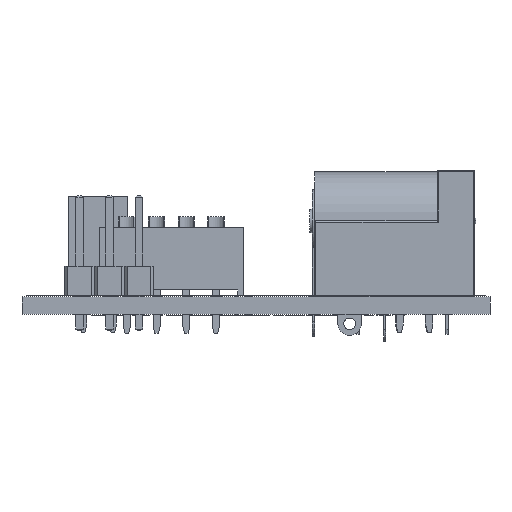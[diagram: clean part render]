
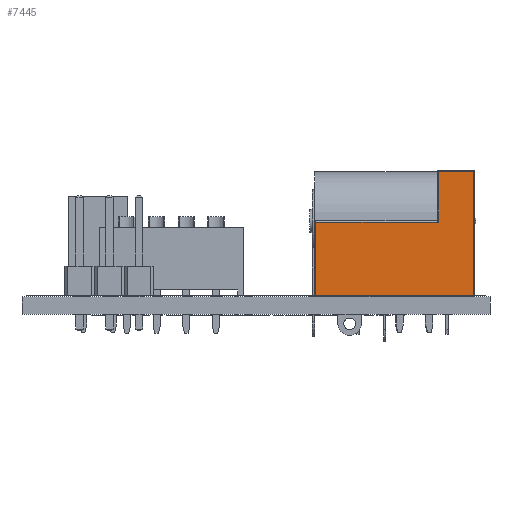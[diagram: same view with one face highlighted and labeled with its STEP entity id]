
A CAD part, front view. The second image highlights one B-rep face of the part: STEP entity #7445.
In plain terms, the highlighted face is planar.
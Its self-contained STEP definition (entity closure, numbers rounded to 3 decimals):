
#7196 = VERTEX_POINT('',#7197);
#7197 = CARTESIAN_POINT('',(-10.6,4.5,10.6));
#7204 = EDGE_CURVE('',#7196,#7205,#7207,.T.);
#7205 = VERTEX_POINT('',#7206);
#7206 = CARTESIAN_POINT('',(-13.6,4.5,10.6));
#7207 = LINE('',#7208,#7209);
#7208 = CARTESIAN_POINT('',(-10.5,4.5,10.6));
#7209 = VECTOR('',#7210,1.);
#7210 = DIRECTION('',(-1.,0.,0.));
#7445 = ADVANCED_FACE('',(#7446),#7487,.T.);
#7446 = FACE_BOUND('',#7447,.T.);
#7447 = EDGE_LOOP('',(#7448,#7458,#7464,#7465,#7473,#7481));
#7448 = ORIENTED_EDGE('',*,*,#7449,.T.);
#7449 = EDGE_CURVE('',#7450,#7452,#7454,.T.);
#7450 = VERTEX_POINT('',#7451);
#7451 = CARTESIAN_POINT('',(-0.1,4.5,-0.1));
#7452 = VERTEX_POINT('',#7453);
#7453 = CARTESIAN_POINT('',(-13.6,4.5,-0.1));
#7454 = LINE('',#7455,#7456);
#7455 = CARTESIAN_POINT('',(0.,4.5,-0.1));
#7456 = VECTOR('',#7457,1.);
#7457 = DIRECTION('',(-1.,0.,0.));
#7458 = ORIENTED_EDGE('',*,*,#7459,.T.);
#7459 = EDGE_CURVE('',#7452,#7205,#7460,.T.);
#7460 = LINE('',#7461,#7462);
#7461 = CARTESIAN_POINT('',(-13.6,4.5,-0.1));
#7462 = VECTOR('',#7463,1.);
#7463 = DIRECTION('',(0.,0.,1.));
#7464 = ORIENTED_EDGE('',*,*,#7204,.F.);
#7465 = ORIENTED_EDGE('',*,*,#7466,.F.);
#7466 = EDGE_CURVE('',#7467,#7196,#7469,.T.);
#7467 = VERTEX_POINT('',#7468);
#7468 = CARTESIAN_POINT('',(-10.6,4.5,6.3));
#7469 = LINE('',#7470,#7471);
#7470 = CARTESIAN_POINT('',(-10.6,4.5,6.4));
#7471 = VECTOR('',#7472,1.);
#7472 = DIRECTION('',(0.,0.,1.));
#7473 = ORIENTED_EDGE('',*,*,#7474,.F.);
#7474 = EDGE_CURVE('',#7475,#7467,#7477,.T.);
#7475 = VERTEX_POINT('',#7476);
#7476 = CARTESIAN_POINT('',(-0.1,4.5,6.3));
#7477 = LINE('',#7478,#7479);
#7478 = CARTESIAN_POINT('',(0.,4.5,6.3));
#7479 = VECTOR('',#7480,1.);
#7480 = DIRECTION('',(-1.,0.,0.));
#7481 = ORIENTED_EDGE('',*,*,#7482,.T.);
#7482 = EDGE_CURVE('',#7475,#7450,#7483,.T.);
#7483 = LINE('',#7484,#7485);
#7484 = CARTESIAN_POINT('',(-0.1,4.5,6.4));
#7485 = VECTOR('',#7486,1.);
#7486 = DIRECTION('',(0.,0.,-1.));
#7487 = PLANE('',#7488);
#7488 = AXIS2_PLACEMENT_3D('',#7489,#7490,#7491);
#7489 = CARTESIAN_POINT('',(-7.771,4.5,4.379));
#7490 = DIRECTION('',(0.,1.,0.));
#7491 = DIRECTION('',(0.,0.,-1.));
